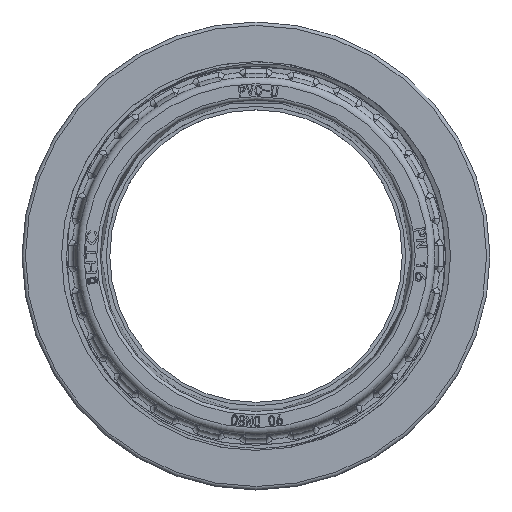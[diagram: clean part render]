
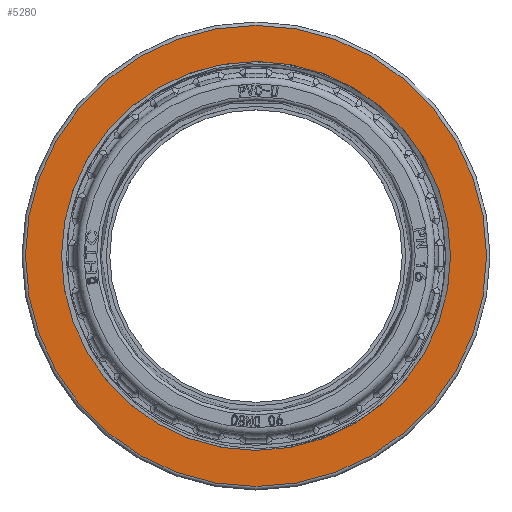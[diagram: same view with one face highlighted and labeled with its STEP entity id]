
A CAD part, top view. The second image highlights one B-rep face of the part: STEP entity #5280.
In plain terms, the highlighted planar face has unit normal (0, 0, 1).
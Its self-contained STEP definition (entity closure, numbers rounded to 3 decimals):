
#5280=ADVANCED_FACE('',(#16236,#16237),#8053,.T.);
#8053=PLANE('',#60250);
#16065=CIRCLE('',#60247,56.515);
#16066=CIRCLE('',#60249,67.);
#16236=FACE_BOUND('',#17941,.T.);
#16237=FACE_BOUND('',#17942,.T.);
#17941=EDGE_LOOP('',(#28516));
#17942=EDGE_LOOP('',(#28517));
#28516=ORIENTED_EDGE('',*,*,#48415,.T.);
#28517=ORIENTED_EDGE('',*,*,#48414,.T.);
#40995=VERTEX_POINT('',#98849);
#40996=VERTEX_POINT('',#98852);
#48414=EDGE_CURVE('',#40995,#40995,#16065,.T.);
#48415=EDGE_CURVE('',#40996,#40996,#16066,.T.);
#60247=AXIS2_PLACEMENT_3D('',#98848,#67517,#67518);
#60249=AXIS2_PLACEMENT_3D('',#98851,#67521,#67522);
#60250=AXIS2_PLACEMENT_3D('',#98853,#67523,#67524);
#67517=DIRECTION('',(0.,0.,-1.));
#67518=DIRECTION('',(1.,0.,0.));
#67521=DIRECTION('',(0.,0.,1.));
#67522=DIRECTION('',(1.,0.,0.));
#67523=DIRECTION('',(0.,0.,1.));
#67524=DIRECTION('',(1.,0.,0.));
#98848=CARTESIAN_POINT('',(160.,0.,46.));
#98849=CARTESIAN_POINT('',(216.515,0.,46.));
#98851=CARTESIAN_POINT('',(160.,0.,46.));
#98852=CARTESIAN_POINT('',(227.,0.,46.));
#98853=CARTESIAN_POINT('',(160.,0.,46.));
